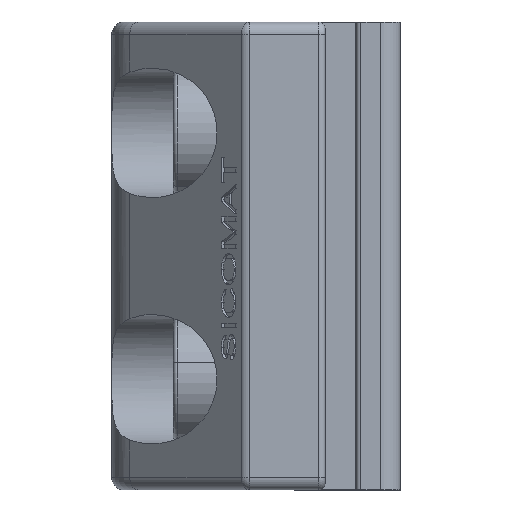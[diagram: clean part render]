
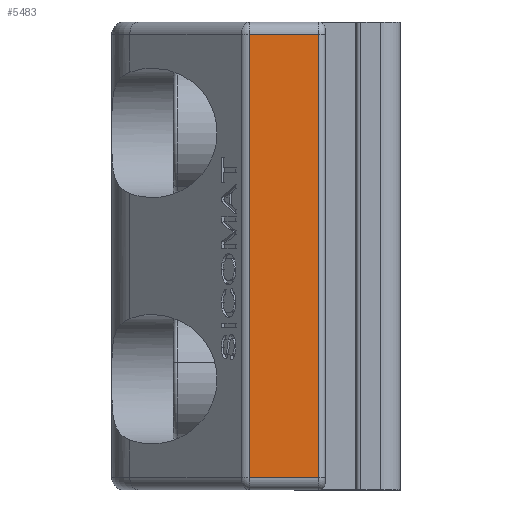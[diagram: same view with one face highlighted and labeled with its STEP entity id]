
A CAD part, left-side view. The second image highlights one B-rep face of the part: STEP entity #5483.
In plain terms, the highlighted planar face has unit normal (-1, 0, 0).
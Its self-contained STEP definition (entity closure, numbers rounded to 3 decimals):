
#847 = ORIENTED_EDGE ( 'NONE', *, *, #17028, .T. ) ;
#1961 = CARTESIAN_POINT ( 'NONE',  ( -28.5, -16.82, 18. ) ) ;
#2020 = VECTOR ( 'NONE', #22880, 1000. ) ;
#2419 = EDGE_CURVE ( 'NONE', #11831, #8420, #28486, .T. ) ;
#2467 = EDGE_LOOP ( 'NONE', ( #20590, #24483, #25824, #847 ) ) ;
#5287 = DIRECTION ( 'NONE',  ( 0., -1., 0. ) ) ;
#5483 = ADVANCED_FACE ( 'NONE', ( #13107 ), #17915, .F. ) ;
#6511 = LINE ( 'NONE', #16448, #20543 ) ;
#8420 = VERTEX_POINT ( 'NONE', #1961 ) ;
#9362 = DIRECTION ( 'NONE',  ( 0., 1., 0. ) ) ;
#9501 = LINE ( 'NONE', #20099, #2020 ) ;
#11831 = VERTEX_POINT ( 'NONE', #26495 ) ;
#12074 = DIRECTION ( 'NONE',  ( 0., 0., 1. ) ) ;
#12765 = CARTESIAN_POINT ( 'NONE',  ( -28.5, -17.32, -19. ) ) ;
#13107 = FACE_OUTER_BOUND ( 'NONE', #2467, .T. ) ;
#13956 = EDGE_CURVE ( 'NONE', #25441, #11831, #6511, .T. ) ;
#15571 = DIRECTION ( 'NONE',  ( 0., 1., 0. ) ) ;
#16448 = CARTESIAN_POINT ( 'NONE',  ( -28.5, -17.32, -18. ) ) ;
#16783 = VERTEX_POINT ( 'NONE', #30235 ) ;
#17028 = EDGE_CURVE ( 'NONE', #16783, #25441, #9501, .T. ) ;
#17915 = PLANE ( 'NONE',  #34681 ) ;
#20099 = CARTESIAN_POINT ( 'NONE',  ( -28.5, -11.214, -19. ) ) ;
#20120 = CARTESIAN_POINT ( 'NONE',  ( -28.5, -11.214, -18. ) ) ;
#20222 = VECTOR ( 'NONE', #12074, 1000. ) ;
#20543 = VECTOR ( 'NONE', #5287, 1000. ) ;
#20590 = ORIENTED_EDGE ( 'NONE', *, *, #13956, .T. ) ;
#22880 = DIRECTION ( 'NONE',  ( 0., 0., -1. ) ) ;
#23072 = EDGE_CURVE ( 'NONE', #8420, #16783, #28357, .T. ) ;
#24483 = ORIENTED_EDGE ( 'NONE', *, *, #2419, .T. ) ;
#25441 = VERTEX_POINT ( 'NONE', #20120 ) ;
#25824 = ORIENTED_EDGE ( 'NONE', *, *, #23072, .T. ) ;
#25873 = CARTESIAN_POINT ( 'NONE',  ( -28.5, -10.8, 18. ) ) ;
#26495 = CARTESIAN_POINT ( 'NONE',  ( -28.5, -16.82, -18. ) ) ;
#28303 = CARTESIAN_POINT ( 'NONE',  ( -28.5, -16.82, -19. ) ) ;
#28357 = LINE ( 'NONE', #25873, #34848 ) ;
#28486 = LINE ( 'NONE', #28303, #20222 ) ;
#30235 = CARTESIAN_POINT ( 'NONE',  ( -28.5, -11.214, 18. ) ) ;
#32235 = DIRECTION ( 'NONE',  ( 1., 0., 0. ) ) ;
#34681 = AXIS2_PLACEMENT_3D ( 'NONE', #12765, #32235, #15571 ) ;
#34848 = VECTOR ( 'NONE', #9362, 1000. ) ;
